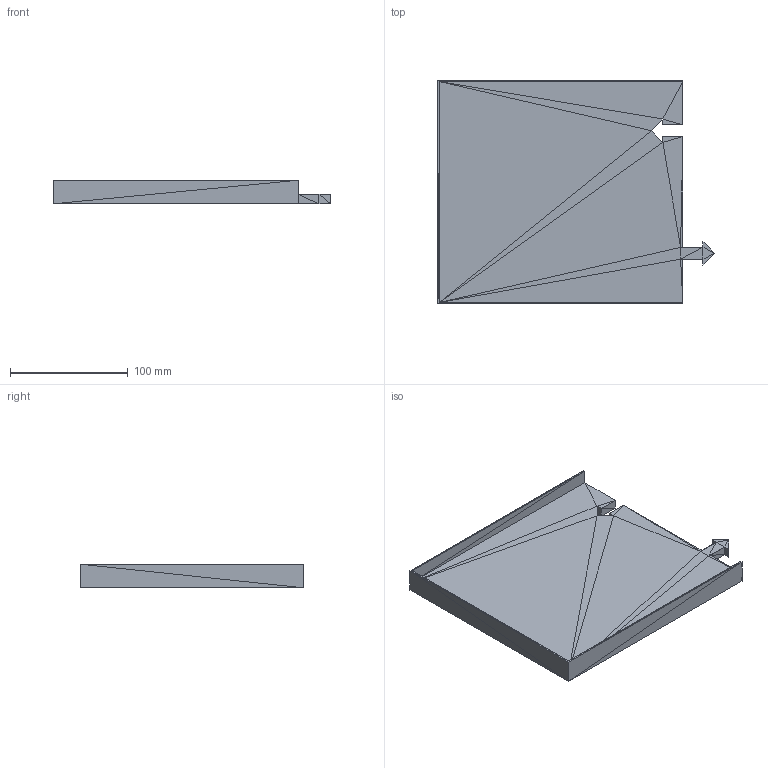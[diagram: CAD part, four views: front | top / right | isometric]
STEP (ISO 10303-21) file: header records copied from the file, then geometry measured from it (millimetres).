
FILE_DESCRIPTION(('FreeCAD Model'),'2;1');
FILE_NAME('Open CASCADE Shape Model','2025-12-10T20:44:39',('Author'),( ''),'Open CASCADE STEP processor 7.8','FreeCAD','Unknown');
FILE_SCHEMA(('AUTOMOTIVE_DESIGN { 1 0 10303 214 1 1 1 1 }'));
Length unit declared in the file: millimetre
Products named in the file (1): __bit_pc_case001
Bounding box: 235.5 x 190 x 20 mm (x, y, z)
Surface area: 101135.3 mm2 (no closed solid volume)
Topology: 0 solids, 92 shells, 92 faces, 276 edges, 276 vertices
Faces by surface type: plane 92
Entity records: 3975 total; most frequent: CARTESIAN_POINT 645, DIRECTION 462, ORIENTED_EDGE 276, EDGE_CURVE 276, VERTEX_POINT 276, LINE 276, VECTOR 276, AXIS2_PLACEMENT_3D 93
